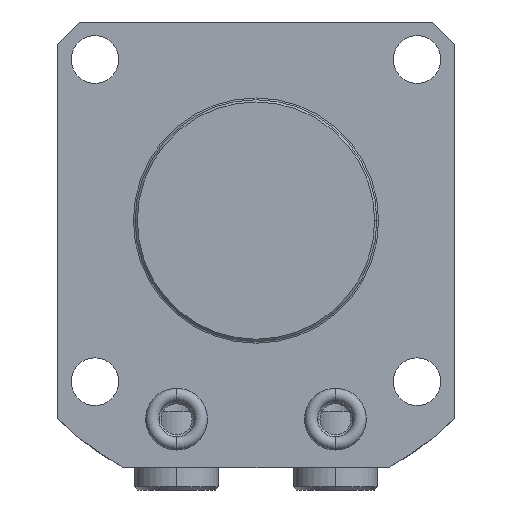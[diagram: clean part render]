
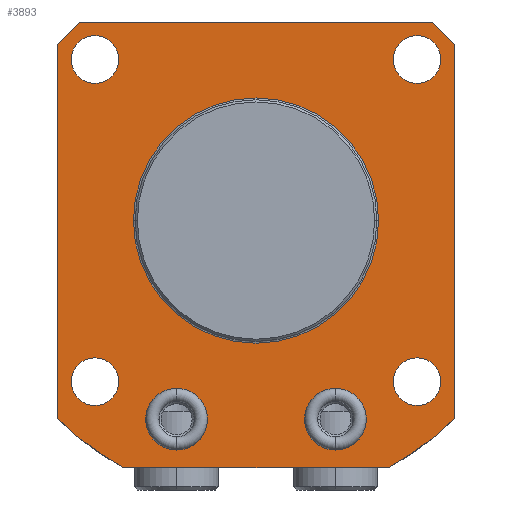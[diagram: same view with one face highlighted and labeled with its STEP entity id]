
A CAD part, front view. The second image highlights one B-rep face of the part: STEP entity #3893.
In plain terms, the highlighted planar face has unit normal (0, -1, 0).
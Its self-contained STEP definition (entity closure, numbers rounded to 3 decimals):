
#339=CARTESIAN_POINT('',(0.,0.,0.));
#340=DIRECTION('',(0.,1.,0.));
#341=DIRECTION('',(-1.,0.,0.));
#342=AXIS2_PLACEMENT_3D('',#339,#340,#341);
#347=CARTESIAN_POINT('',(0.,0.,0.));
#348=DIRECTION('',(0.,1.,0.));
#349=DIRECTION('',(1.,0.,0.));
#350=AXIS2_PLACEMENT_3D('',#347,#348,#349);
#355=DIRECTION('',(1.,0.,0.));
#356=VECTOR('',#355,59.875);
#357=CARTESIAN_POINT('',(-29.937,0.,-56.));
#358=LINE('',#357,#356);
#362=DIRECTION('',(0.,0.,-1.));
#363=VECTOR('',#362,84.802);
#364=CARTESIAN_POINT('',(-45.,0.,40.));
#365=LINE('',#364,#363);
#369=DIRECTION('',(-0.707,0.,-0.707));
#370=VECTOR('',#369,7.071);
#371=CARTESIAN_POINT('',(-40.,0.,45.));
#372=LINE('',#371,#370);
#376=DIRECTION('',(-1.,0.,0.));
#377=VECTOR('',#376,80.);
#378=CARTESIAN_POINT('',(40.,0.,45.));
#379=LINE('',#378,#377);
#383=DIRECTION('',(-0.707,0.,0.707));
#384=VECTOR('',#383,7.071);
#385=CARTESIAN_POINT('',(45.,0.,40.));
#386=LINE('',#385,#384);
#390=DIRECTION('',(0.,0.,1.));
#391=VECTOR('',#390,84.802);
#392=CARTESIAN_POINT('',(45.,0.,-44.802));
#393=LINE('',#392,#391);
#397=CARTESIAN_POINT('',(-36.5,0.,-36.5));
#398=DIRECTION('',(0.,1.,0.));
#399=DIRECTION('',(-1.,0.,0.));
#400=AXIS2_PLACEMENT_3D('',#397,#398,#399);
#405=CARTESIAN_POINT('',(-36.5,0.,-36.5));
#406=DIRECTION('',(0.,1.,0.));
#407=DIRECTION('',(1.,0.,0.));
#408=AXIS2_PLACEMENT_3D('',#405,#406,#407);
#413=CARTESIAN_POINT('',(36.5,0.,-36.5));
#414=DIRECTION('',(0.,1.,0.));
#415=DIRECTION('',(-1.,0.,0.));
#416=AXIS2_PLACEMENT_3D('',#413,#414,#415);
#421=CARTESIAN_POINT('',(36.5,0.,-36.5));
#422=DIRECTION('',(0.,1.,0.));
#423=DIRECTION('',(1.,0.,0.));
#424=AXIS2_PLACEMENT_3D('',#421,#422,#423);
#429=CARTESIAN_POINT('',(36.5,0.,36.5));
#430=DIRECTION('',(0.,1.,0.));
#431=DIRECTION('',(-1.,0.,0.));
#432=AXIS2_PLACEMENT_3D('',#429,#430,#431);
#437=CARTESIAN_POINT('',(36.5,0.,36.5));
#438=DIRECTION('',(0.,1.,0.));
#439=DIRECTION('',(1.,0.,0.));
#440=AXIS2_PLACEMENT_3D('',#437,#438,#439);
#445=CARTESIAN_POINT('',(-36.5,0.,36.5));
#446=DIRECTION('',(0.,1.,0.));
#447=DIRECTION('',(-1.,0.,0.));
#448=AXIS2_PLACEMENT_3D('',#445,#446,#447);
#453=CARTESIAN_POINT('',(-36.5,0.,36.5));
#454=DIRECTION('',(0.,1.,0.));
#455=DIRECTION('',(1.,0.,0.));
#456=AXIS2_PLACEMENT_3D('',#453,#454,#455);
#461=CARTESIAN_POINT('',(-18.,0.,-45.));
#462=DIRECTION('',(0.,-1.,0.));
#463=DIRECTION('',(-1.,0.,0.));
#464=AXIS2_PLACEMENT_3D('',#461,#462,#463);
#469=CARTESIAN_POINT('',(-18.,0.,-45.));
#470=DIRECTION('',(0.,-1.,0.));
#471=DIRECTION('',(1.,0.,0.));
#472=AXIS2_PLACEMENT_3D('',#469,#470,#471);
#477=CARTESIAN_POINT('',(18.,0.,-45.));
#478=DIRECTION('',(0.,1.,0.));
#479=DIRECTION('',(1.,0.,0.));
#480=AXIS2_PLACEMENT_3D('',#477,#478,#479);
#485=CARTESIAN_POINT('',(18.,0.,-45.));
#486=DIRECTION('',(0.,1.,0.));
#487=DIRECTION('',(-1.,0.,0.));
#488=AXIS2_PLACEMENT_3D('',#485,#486,#487);
#639=CARTESIAN_POINT('',(0.,0.,0.));
#640=DIRECTION('',(0.,-1.,0.));
#641=DIRECTION('',(0.471,0.,-0.882));
#642=AXIS2_PLACEMENT_3D('',#639,#640,#641);
#668=CARTESIAN_POINT('',(0.,0.,0.));
#669=DIRECTION('',(0.,-1.,0.));
#670=DIRECTION('',(-0.709,0.,-0.706));
#671=AXIS2_PLACEMENT_3D('',#668,#669,#670);
#3101=CARTESIAN_POINT('',(-29.937,0.,-56.));
#3102=CARTESIAN_POINT('',(29.937,0.,-56.));
#3103=VERTEX_POINT('',#3101);
#3104=VERTEX_POINT('',#3102);
#3105=CARTESIAN_POINT('',(45.,0.,-44.802));
#3106=CARTESIAN_POINT('',(45.,0.,40.));
#3107=VERTEX_POINT('',#3105);
#3108=VERTEX_POINT('',#3106);
#3113=CARTESIAN_POINT('',(-45.,0.,-44.802));
#3114=VERTEX_POINT('',#3113);
#3115=CARTESIAN_POINT('',(-41.9,0.,-36.5));
#3116=CARTESIAN_POINT('',(-31.1,0.,-36.5));
#3117=VERTEX_POINT('',#3115);
#3118=VERTEX_POINT('',#3116);
#3119=CARTESIAN_POINT('',(31.1,0.,-36.5));
#3120=CARTESIAN_POINT('',(41.9,0.,-36.5));
#3121=VERTEX_POINT('',#3119);
#3122=VERTEX_POINT('',#3120);
#3123=CARTESIAN_POINT('',(31.1,0.,36.5));
#3124=CARTESIAN_POINT('',(41.9,0.,36.5));
#3125=VERTEX_POINT('',#3123);
#3126=VERTEX_POINT('',#3124);
#3127=CARTESIAN_POINT('',(-41.9,0.,36.5));
#3128=CARTESIAN_POINT('',(-31.1,0.,36.5));
#3129=VERTEX_POINT('',#3127);
#3130=VERTEX_POINT('',#3128);
#3175=CARTESIAN_POINT('',(-27.785,0.,0.));
#3176=CARTESIAN_POINT('',(27.785,0.,0.));
#3177=VERTEX_POINT('',#3175);
#3178=VERTEX_POINT('',#3176);
#3263=CARTESIAN_POINT('',(-25.,0.,-45.));
#3264=CARTESIAN_POINT('',(-11.,0.,-45.));
#3265=VERTEX_POINT('',#3263);
#3266=VERTEX_POINT('',#3264);
#3291=CARTESIAN_POINT('',(25.,0.,-45.));
#3292=VERTEX_POINT('',#3291);
#3293=CARTESIAN_POINT('',(11.,0.,-45.));
#3294=VERTEX_POINT('',#3293);
#3503=CARTESIAN_POINT('',(40.,0.,45.));
#3504=VERTEX_POINT('',#3503);
#3505=CARTESIAN_POINT('',(-40.,0.,45.));
#3506=VERTEX_POINT('',#3505);
#3507=CARTESIAN_POINT('',(-45.,0.,40.));
#3508=VERTEX_POINT('',#3507);
#3830=CARTESIAN_POINT('',(0.,0.,0.));
#3831=DIRECTION('',(0.,-1.,0.));
#3832=DIRECTION('',(-1.,0.,0.));
#3833=AXIS2_PLACEMENT_3D('',#3830,#3831,#3832);
#3834=PLANE('',#3833);
#3836=ORIENTED_EDGE('',*,*,#3835,.F.);
#3838=ORIENTED_EDGE('',*,*,#3837,.F.);
#3840=ORIENTED_EDGE('',*,*,#3839,.F.);
#3842=ORIENTED_EDGE('',*,*,#3841,.F.);
#3844=ORIENTED_EDGE('',*,*,#3843,.F.);
#3846=ORIENTED_EDGE('',*,*,#3845,.F.);
#3848=ORIENTED_EDGE('',*,*,#3847,.F.);
#3850=ORIENTED_EDGE('',*,*,#3849,.F.);
#3851=EDGE_LOOP('',(#3836,#3838,#3840,#3842,#3844,#3846,#3848,#3850));
#3852=FACE_OUTER_BOUND('',#3851,.F.);
#3854=ORIENTED_EDGE('',*,*,#3853,.F.);
#3856=ORIENTED_EDGE('',*,*,#3855,.F.);
#3857=EDGE_LOOP('',(#3854,#3856));
#3858=FACE_BOUND('',#3857,.F.);
#3860=ORIENTED_EDGE('',*,*,#3859,.F.);
#3862=ORIENTED_EDGE('',*,*,#3861,.F.);
#3863=EDGE_LOOP('',(#3860,#3862));
#3864=FACE_BOUND('',#3863,.F.);
#3866=ORIENTED_EDGE('',*,*,#3865,.F.);
#3868=ORIENTED_EDGE('',*,*,#3867,.F.);
#3869=EDGE_LOOP('',(#3866,#3868));
#3870=FACE_BOUND('',#3869,.F.);
#3872=ORIENTED_EDGE('',*,*,#3871,.F.);
#3874=ORIENTED_EDGE('',*,*,#3873,.F.);
#3875=EDGE_LOOP('',(#3872,#3874));
#3876=FACE_BOUND('',#3875,.F.);
#3878=ORIENTED_EDGE('',*,*,#3877,.F.);
#3880=ORIENTED_EDGE('',*,*,#3879,.F.);
#3881=EDGE_LOOP('',(#3878,#3880));
#3882=FACE_BOUND('',#3881,.F.);
#3884=ORIENTED_EDGE('',*,*,#3883,.T.);
#3886=ORIENTED_EDGE('',*,*,#3885,.T.);
#3887=EDGE_LOOP('',(#3884,#3886));
#3888=FACE_BOUND('',#3887,.F.);
#3889=ORIENTED_EDGE('',*,*,#3547,.F.);
#3890=ORIENTED_EDGE('',*,*,#3565,.F.);
#3891=EDGE_LOOP('',(#3889,#3890));
#3892=FACE_BOUND('',#3891,.F.);
#343=CIRCLE('',#342,27.785);
#351=CIRCLE('',#350,27.785);
#401=CIRCLE('',#400,5.4);
#409=CIRCLE('',#408,5.4);
#417=CIRCLE('',#416,5.4);
#425=CIRCLE('',#424,5.4);
#433=CIRCLE('',#432,5.4);
#441=CIRCLE('',#440,5.4);
#449=CIRCLE('',#448,5.4);
#457=CIRCLE('',#456,5.4);
#465=CIRCLE('',#464,7.);
#473=CIRCLE('',#472,7.);
#481=CIRCLE('',#480,7.);
#489=CIRCLE('',#488,7.);
#643=CIRCLE('',#642,63.5);
#672=CIRCLE('',#671,63.5);
#3547=EDGE_CURVE('',#3292,#3294,#481,.T.);
#3565=EDGE_CURVE('',#3294,#3292,#489,.T.);
#3835=EDGE_CURVE('',#3103,#3104,#358,.T.);
#3837=EDGE_CURVE('',#3114,#3103,#672,.T.);
#3839=EDGE_CURVE('',#3508,#3114,#365,.T.);
#3841=EDGE_CURVE('',#3506,#3508,#372,.T.);
#3843=EDGE_CURVE('',#3504,#3506,#379,.T.);
#3845=EDGE_CURVE('',#3108,#3504,#386,.T.);
#3847=EDGE_CURVE('',#3107,#3108,#393,.T.);
#3849=EDGE_CURVE('',#3104,#3107,#643,.T.);
#3853=EDGE_CURVE('',#3177,#3178,#343,.T.);
#3855=EDGE_CURVE('',#3178,#3177,#351,.T.);
#3859=EDGE_CURVE('',#3117,#3118,#401,.T.);
#3861=EDGE_CURVE('',#3118,#3117,#409,.T.);
#3865=EDGE_CURVE('',#3121,#3122,#417,.T.);
#3867=EDGE_CURVE('',#3122,#3121,#425,.T.);
#3871=EDGE_CURVE('',#3125,#3126,#433,.T.);
#3873=EDGE_CURVE('',#3126,#3125,#441,.T.);
#3877=EDGE_CURVE('',#3129,#3130,#449,.T.);
#3879=EDGE_CURVE('',#3130,#3129,#457,.T.);
#3883=EDGE_CURVE('',#3265,#3266,#465,.T.);
#3885=EDGE_CURVE('',#3266,#3265,#473,.T.);
#3893=ADVANCED_FACE('',(#3852,#3858,#3864,#3870,#3876,#3882,#3888,#3892),#3834,
.T.);
